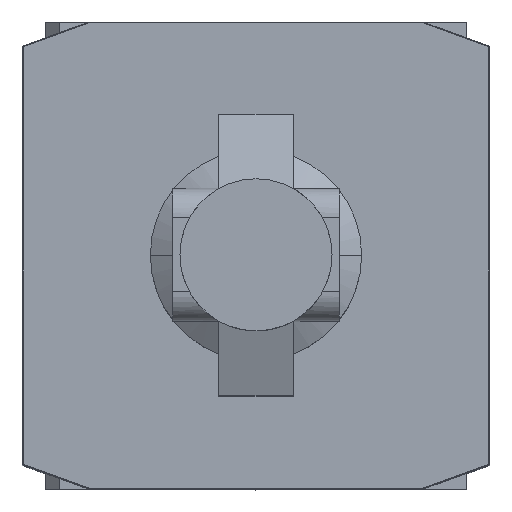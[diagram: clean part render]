
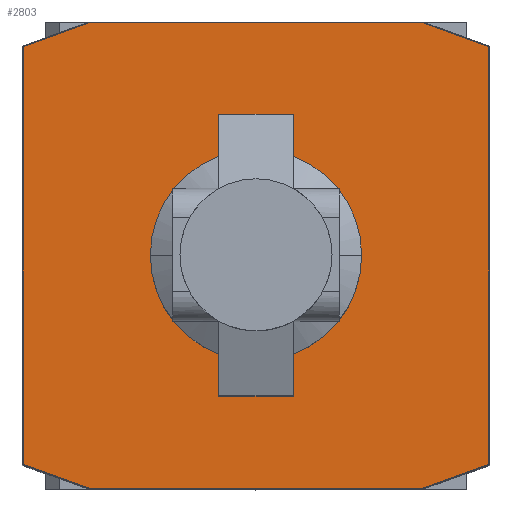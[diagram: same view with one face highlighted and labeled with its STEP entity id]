
A CAD part, top view. The second image highlights one B-rep face of the part: STEP entity #2803.
In plain terms, the highlighted planar face has unit normal (0, 0, 1).
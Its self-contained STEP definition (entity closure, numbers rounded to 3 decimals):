
#1590=CARTESIAN_POINT('',(14.25,0.0,60.));
#1591=VERTEX_POINT('',#1590);
#1600=CARTESIAN_POINT('',(-14.25,0.,60.0));
#1601=VERTEX_POINT('',#1600);
#1602=CARTESIAN_POINT('',(0.0,0.0,60.));
#1603=DIRECTION('',(0.0,0.0,-1.0));
#1604=DIRECTION('',(1.0,0.0,0.0));
#1605=AXIS2_PLACEMENT_3D('',#1602,#1603,#1604);
#1606=CIRCLE('',#1605,14.25);
#1607=EDGE_CURVE('',#1601,#1591,#1606,.T.);
#2722=CARTESIAN_POINT('',(0.0,0.,60.));
#2723=DIRECTION('',(0.0,0.0,1.0));
#2724=DIRECTION('',(1.0,0.0,0.0));
#2725=AXIS2_PLACEMENT_3D('',#2722,#2723,#2724);
#2726=PLANE('',#2725);
#2727=CARTESIAN_POINT('',(-31.4,-28.154,60.));
#2728=VERTEX_POINT('',#2727);
#2729=CARTESIAN_POINT('',(-31.4,28.154,60.));
#2730=VERTEX_POINT('',#2729);
#2731=CARTESIAN_POINT('',(-31.4,-28.154,60.));
#2732=DIRECTION('',(0.0,1.0,0.0));
#2733=VECTOR('',#2732,56.308);
#2734=LINE('',#2731,#2733);
#2735=EDGE_CURVE('',#2728,#2730,#2734,.T.);
#2736=ORIENTED_EDGE('',*,*,#2735,.F.);
#2737=CARTESIAN_POINT('',(-22.482,-31.4,60.));
#2738=VERTEX_POINT('',#2737);
#2739=CARTESIAN_POINT('',(-22.482,-31.4,60.));
#2740=DIRECTION('',(-0.94,0.342,0.0));
#2741=VECTOR('',#2740,9.49);
#2742=LINE('',#2739,#2741);
#2743=EDGE_CURVE('',#2738,#2728,#2742,.T.);
#2744=ORIENTED_EDGE('',*,*,#2743,.F.);
#2745=CARTESIAN_POINT('',(22.482,-31.4,60.));
#2746=VERTEX_POINT('',#2745);
#2747=CARTESIAN_POINT('',(22.482,-31.4,60.));
#2748=DIRECTION('',(-1.0,0.0,0.0));
#2749=VECTOR('',#2748,44.965);
#2750=LINE('',#2747,#2749);
#2751=EDGE_CURVE('',#2746,#2738,#2750,.T.);
#2752=ORIENTED_EDGE('',*,*,#2751,.F.);
#2753=CARTESIAN_POINT('',(31.4,-28.154,60.));
#2754=VERTEX_POINT('',#2753);
#2755=CARTESIAN_POINT('',(31.4,-28.154,60.));
#2756=DIRECTION('',(-0.94,-0.342,0.0));
#2757=VECTOR('',#2756,9.49);
#2758=LINE('',#2755,#2757);
#2759=EDGE_CURVE('',#2754,#2746,#2758,.T.);
#2760=ORIENTED_EDGE('',*,*,#2759,.F.);
#2761=CARTESIAN_POINT('',(31.4,28.154,60.));
#2762=VERTEX_POINT('',#2761);
#2763=CARTESIAN_POINT('',(31.4,28.154,60.));
#2764=DIRECTION('',(0.0,-1.0,0.0));
#2765=VECTOR('',#2764,56.308);
#2766=LINE('',#2763,#2765);
#2767=EDGE_CURVE('',#2762,#2754,#2766,.T.);
#2768=ORIENTED_EDGE('',*,*,#2767,.F.);
#2769=CARTESIAN_POINT('',(22.482,31.4,60.));
#2770=VERTEX_POINT('',#2769);
#2771=CARTESIAN_POINT('',(22.482,31.4,60.));
#2772=DIRECTION('',(0.94,-0.342,0.0));
#2773=VECTOR('',#2772,9.49);
#2774=LINE('',#2771,#2773);
#2775=EDGE_CURVE('',#2770,#2762,#2774,.T.);
#2776=ORIENTED_EDGE('',*,*,#2775,.F.);
#2777=CARTESIAN_POINT('',(-22.482,31.4,60.));
#2778=VERTEX_POINT('',#2777);
#2779=CARTESIAN_POINT('',(-22.482,31.4,60.));
#2780=DIRECTION('',(1.0,0.0,0.0));
#2781=VECTOR('',#2780,44.965);
#2782=LINE('',#2779,#2781);
#2783=EDGE_CURVE('',#2778,#2770,#2782,.T.);
#2784=ORIENTED_EDGE('',*,*,#2783,.F.);
#2785=CARTESIAN_POINT('',(-31.4,28.154,60.));
#2786=DIRECTION('',(0.94,0.342,0.0));
#2787=VECTOR('',#2786,9.49);
#2788=LINE('',#2785,#2787);
#2789=EDGE_CURVE('',#2730,#2778,#2788,.T.);
#2790=ORIENTED_EDGE('',*,*,#2789,.F.);
#2791=EDGE_LOOP('',(#2736,#2744,#2752,#2760,#2768,#2776,#2784,#2790));
#2792=FACE_OUTER_BOUND('',#2791,.T.);
#2793=CARTESIAN_POINT('',(0.0,0.0,60.));
#2794=DIRECTION('',(0.0,0.0,-1.0));
#2795=DIRECTION('',(1.0,0.0,0.0));
#2796=AXIS2_PLACEMENT_3D('',#2793,#2794,#2795);
#2797=CIRCLE('',#2796,14.25);
#2798=EDGE_CURVE('',#1591,#1601,#2797,.T.);
#2799=ORIENTED_EDGE('',*,*,#2798,.T.);
#2800=ORIENTED_EDGE('',*,*,#1607,.T.);
#2801=EDGE_LOOP('',(#2799,#2800));
#2802=FACE_BOUND('',#2801,.T.);
#2803=ADVANCED_FACE('',(#2792,#2802),#2726,.T.);
